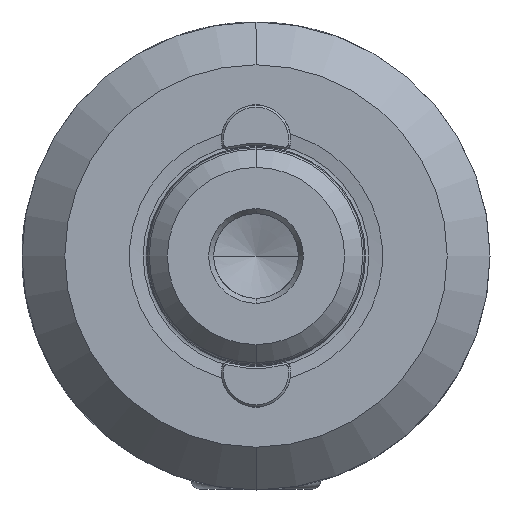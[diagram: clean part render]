
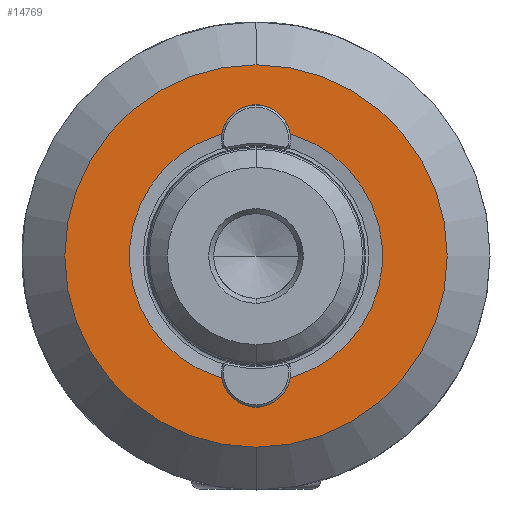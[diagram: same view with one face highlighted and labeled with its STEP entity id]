
A CAD part, left-side view. The second image highlights one B-rep face of the part: STEP entity #14769.
In plain terms, the highlighted planar face has unit normal (-1, 0, 0).
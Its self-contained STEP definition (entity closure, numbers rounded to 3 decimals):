
#48 = CIRCLE ( 'NONE', #25006, 2. ) ;
#120 = ORIENTED_EDGE ( 'NONE', *, *, #14695, .F. ) ;
#577 = DIRECTION ( 'NONE',  ( -1., 0., 0. ) ) ;
#973 = ORIENTED_EDGE ( 'NONE', *, *, #3363, .F. ) ;
#1301 = EDGE_CURVE ( 'NONE', #3357, #10704, #18706, .T. ) ;
#1783 = VERTEX_POINT ( 'NONE', #20737 ) ;
#2322 = EDGE_CURVE ( 'NONE', #11920, #5990, #6002, .T. ) ;
#2713 = DIRECTION ( 'NONE',  ( 0., 0., 1. ) ) ;
#2865 = CIRCLE ( 'NONE', #7528, 2. ) ;
#3106 = DIRECTION ( 'NONE',  ( -1., 0., 0. ) ) ;
#3357 = VERTEX_POINT ( 'NONE', #21198 ) ;
#3363 = EDGE_CURVE ( 'NONE', #10704, #22084, #48, .T. ) ;
#4121 = CARTESIAN_POINT ( 'NONE',  ( -53.75, 0., 0. ) ) ;
#4170 = DIRECTION ( 'NONE',  ( -1., 0., 0. ) ) ;
#5137 = EDGE_LOOP ( 'NONE', ( #11765, #973, #16713, #120, #13665, #9100 ) ) ;
#5748 = EDGE_CURVE ( 'NONE', #22084, #26154, #23096, .T. ) ;
#5761 = CARTESIAN_POINT ( 'NONE',  ( -53.75, 0., 0. ) ) ;
#5990 = VERTEX_POINT ( 'NONE', #16139 ) ;
#6002 = CIRCLE ( 'NONE', #25662, 2. ) ;
#6326 = EDGE_CURVE ( 'NONE', #1783, #18500, #9108, .T. ) ;
#6443 = CARTESIAN_POINT ( 'NONE',  ( -53.75, 0., -13.2 ) ) ;
#6572 = DIRECTION ( 'NONE',  ( 1., 0., 0. ) ) ;
#6757 = DIRECTION ( 'NONE',  ( 0., 0., -1. ) ) ;
#7075 = ORIENTED_EDGE ( 'NONE', *, *, #10490, .T. ) ;
#7444 = AXIS2_PLACEMENT_3D ( 'NONE', #25163, #12824, #8534 ) ;
#7528 = AXIS2_PLACEMENT_3D ( 'NONE', #18567, #26810, #8127 ) ;
#8127 = DIRECTION ( 'NONE',  ( 0., 0., 1. ) ) ;
#8155 = CARTESIAN_POINT ( 'NONE',  ( -53.75, 0., 15.2 ) ) ;
#8534 = DIRECTION ( 'NONE',  ( 0., 0., 1. ) ) ;
#9100 = ORIENTED_EDGE ( 'NONE', *, *, #19845, .F. ) ;
#9108 = CIRCLE ( 'NONE', #11118, 19.2 ) ;
#10237 = DIRECTION ( 'NONE',  ( 0., 0., 1. ) ) ;
#10490 = EDGE_CURVE ( 'NONE', #18500, #1783, #19059, .T. ) ;
#10704 = VERTEX_POINT ( 'NONE', #8155 ) ;
#11118 = AXIS2_PLACEMENT_3D ( 'NONE', #5761, #26430, #10237 ) ;
#11476 = DIRECTION ( 'NONE',  ( 0., 0., 1. ) ) ;
#11627 = EDGE_LOOP ( 'NONE', ( #7075, #17894 ) ) ;
#11765 = ORIENTED_EDGE ( 'NONE', *, *, #5748, .F. ) ;
#11783 = CIRCLE ( 'NONE', #12330, 12.715 ) ;
#11920 = VERTEX_POINT ( 'NONE', #18232 ) ;
#12330 = AXIS2_PLACEMENT_3D ( 'NONE', #4121, #18664, #20757 ) ;
#12678 = CARTESIAN_POINT ( 'NONE',  ( -53.75, -12.715, 0. ) ) ;
#12824 = DIRECTION ( 'NONE',  ( -1., 0., 0. ) ) ;
#13305 = CARTESIAN_POINT ( 'NONE',  ( -53.75, 0., 0. ) ) ;
#13391 = DIRECTION ( 'NONE',  ( -1., 0., 0. ) ) ;
#13505 = CARTESIAN_POINT ( 'NONE',  ( -53.75, 0., 13.2 ) ) ;
#13665 = ORIENTED_EDGE ( 'NONE', *, *, #2322, .F. ) ;
#14695 = EDGE_CURVE ( 'NONE', #5990, #3357, #11783, .T. ) ;
#14769 = ADVANCED_FACE ( 'NONE', ( #22481, #21518 ), #19200, .F. ) ;
#15227 = CARTESIAN_POINT ( 'NONE',  ( -53.75, 1.899, 12.572 ) ) ;
#16028 = DIRECTION ( 'NONE',  ( 0., 0., 1. ) ) ;
#16059 = CARTESIAN_POINT ( 'NONE',  ( -53.75, 1.899, -12.572 ) ) ;
#16083 = AXIS2_PLACEMENT_3D ( 'NONE', #13505, #3106, #16028 ) ;
#16139 = CARTESIAN_POINT ( 'NONE',  ( -53.75, -1.899, -12.572 ) ) ;
#16713 = ORIENTED_EDGE ( 'NONE', *, *, #1301, .F. ) ;
#16927 = AXIS2_PLACEMENT_3D ( 'NONE', #13305, #13391, #11476 ) ;
#17894 = ORIENTED_EDGE ( 'NONE', *, *, #6326, .T. ) ;
#18232 = CARTESIAN_POINT ( 'NONE',  ( -53.75, 0., -15.2 ) ) ;
#18500 = VERTEX_POINT ( 'NONE', #23229 ) ;
#18567 = CARTESIAN_POINT ( 'NONE',  ( -53.75, 0., -13.2 ) ) ;
#18664 = DIRECTION ( 'NONE',  ( -1., 0., 0. ) ) ;
#18706 = CIRCLE ( 'NONE', #16083, 2. ) ;
#18886 = DIRECTION ( 'NONE',  ( 0., 0., 1. ) ) ;
#19059 = CIRCLE ( 'NONE', #16927, 19.2 ) ;
#19194 = CARTESIAN_POINT ( 'NONE',  ( -53.75, 0., 13.2 ) ) ;
#19200 = PLANE ( 'NONE',  #25363 ) ;
#19845 = EDGE_CURVE ( 'NONE', #26154, #11920, #2865, .T. ) ;
#20737 = CARTESIAN_POINT ( 'NONE',  ( -53.75, 0., 19.2 ) ) ;
#20757 = DIRECTION ( 'NONE',  ( 0., 0., 1. ) ) ;
#21198 = CARTESIAN_POINT ( 'NONE',  ( -53.75, -1.899, 12.572 ) ) ;
#21518 = FACE_BOUND ( 'NONE', #5137, .T. ) ;
#22084 = VERTEX_POINT ( 'NONE', #15227 ) ;
#22481 = FACE_OUTER_BOUND ( 'NONE', #11627, .T. ) ;
#23096 = CIRCLE ( 'NONE', #7444, 12.715 ) ;
#23229 = CARTESIAN_POINT ( 'NONE',  ( -53.75, 0., -19.2 ) ) ;
#25006 = AXIS2_PLACEMENT_3D ( 'NONE', #19194, #577, #2713 ) ;
#25163 = CARTESIAN_POINT ( 'NONE',  ( -53.75, 0., 0. ) ) ;
#25363 = AXIS2_PLACEMENT_3D ( 'NONE', #12678, #6572, #6757 ) ;
#25662 = AXIS2_PLACEMENT_3D ( 'NONE', #6443, #4170, #18886 ) ;
#26154 = VERTEX_POINT ( 'NONE', #16059 ) ;
#26430 = DIRECTION ( 'NONE',  ( -1., 0., 0. ) ) ;
#26810 = DIRECTION ( 'NONE',  ( -1., 0., 0. ) ) ;
